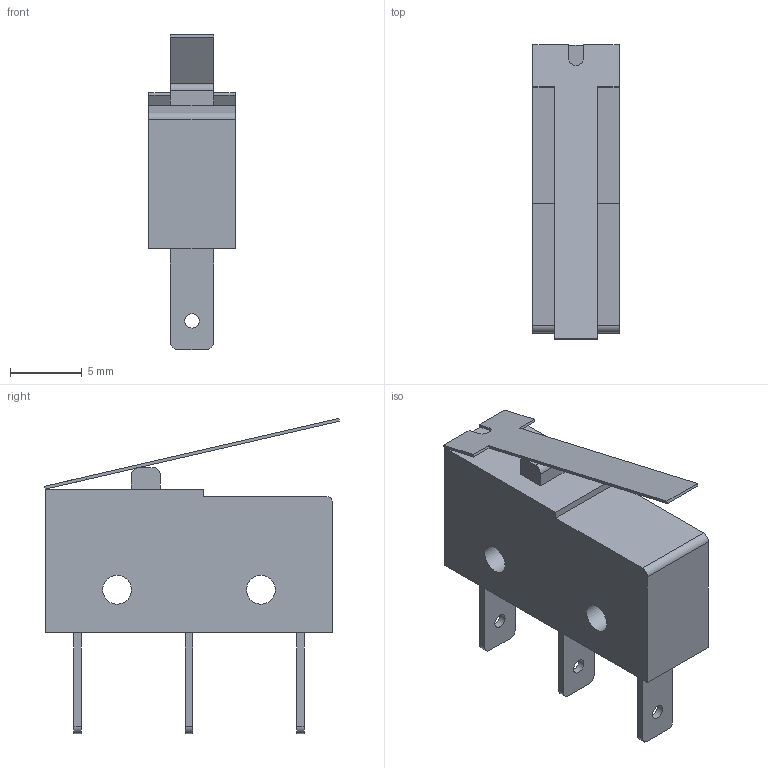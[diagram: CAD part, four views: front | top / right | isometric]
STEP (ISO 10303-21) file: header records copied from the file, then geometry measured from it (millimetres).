
FILE_DESCRIPTION((''),'2;1');
FILE_NAME('33156000.stp','2013-05-16T14:30:02',('AW'),(''),'Autodesk Inventor 2013','Autodesk Inventor 2013','');
FILE_SCHEMA(('AUTOMOTIVE_DESIGN { 1 0 10303 214 1 1 1 1 }'));
Length unit declared in the file: millimetre
Products named in the file (3): 33156000; 83082000; 83104000
Assembly tree (2 placements, depth 2):
  33156000
    83082000
    83104000
Bounding box: 6 x 20.51 x 21.92 mm (x, y, z)
Volume: 1187.9 mm3; surface area: 1124.2 mm2
Topology: 2 solids, 2 shells, 56 faces, 146 edges, 98 vertices
Faces by surface type: plane 41, cylinder 15
Full cylindrical faces by diameter (mm): 1 x3, 2 x2
Entity records: 1827 total; most frequent: CARTESIAN_POINT 296, DIRECTION 291, ORIENTED_EDGE 278, EDGE_CURVE 139, VECTOR 109, LINE 109, VERTEX_POINT 96, AXIS2_PLACEMENT_3D 91
